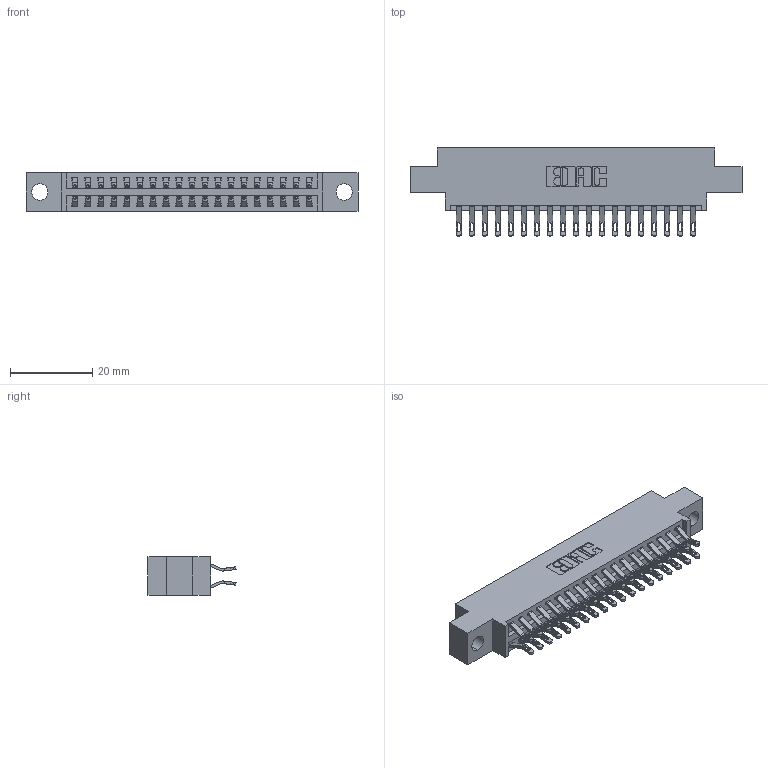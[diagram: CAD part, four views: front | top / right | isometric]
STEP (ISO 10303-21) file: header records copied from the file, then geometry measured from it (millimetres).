
FILE_DESCRIPTION (( 'STEP AP203' ), '1' );
FILE_NAME ('346-038-555-804.STEP', '2022-05-20T00:08:19', ( '' ), ( '' ), 'SwSTEP 2.0', 'SolidWorks 2020', '' );
FILE_SCHEMA (( 'CONFIG_CONTROL_DESIGN' ));
Length unit declared in the file: inch
Products named in the file (3): 345-292-001_555 Tail; 346 Part_0.170 Offset - 0.156 Dia-TH; 346-038-555-804
Assembly tree (39 placements, depth 2):
  346-038-555-804
    346 Part_0.170 Offset - 0.156 Dia-TH
    345-292-001_555 Tail  x38
Bounding box: 80.9 x 21.46 x 9.4 mm (x, y, z)
Volume: 7559.7 mm3; surface area: 10450.2 mm2
Topology: 39 solids, 39 shells, 2344 faces, 7331 edges, 4886 vertices
Faces by surface type: plane 1348, cylinder 996
Entity records: 16373 total; most frequent: CARTESIAN_POINT 2772, ORIENTED_EDGE 2674, DIRECTION 2461, EDGE_CURVE 1337, LINE 1109, VECTOR 1109, VERTEX_POINT 890, AXIS2_PLACEMENT_3D 676
